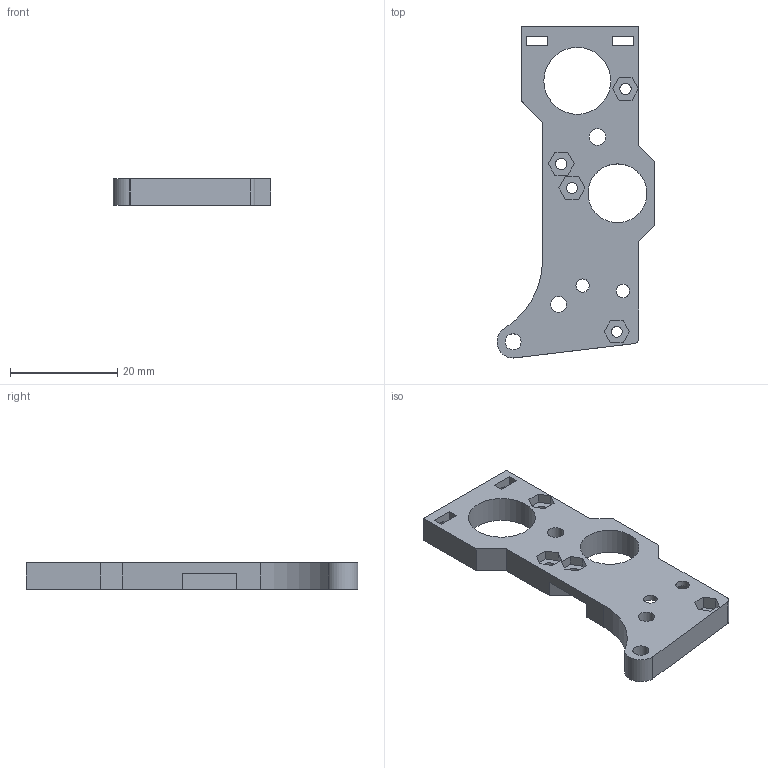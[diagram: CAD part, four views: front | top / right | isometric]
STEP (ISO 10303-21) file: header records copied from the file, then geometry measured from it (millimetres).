
FILE_DESCRIPTION(/* description */ (''),/* implementation_level */ '2;1');
FILE_NAME(/* name */ 'PartB_3gears_3D_ipt_e7ac7392.STEP',/* time_stamp */ '2021-11-25T10:12:16-03:00',/* author */ ('Acer'),/* organization */ (''),/* preprocessor_version */ 'ST-DEVELOPER v18.1',/* originating_system */ 'Autodesk Inventor 2020',/* authorisation */ '');
FILE_SCHEMA (('AUTOMOTIVE_DESIGN { 1 0 10303 214 3 1 1 }'));
Length unit declared in the file: millimetre
Products named in the file (1): PartB_3gears_3D
Bounding box: 29.5 x 62 x 5 mm (x, y, z)
Volume: 3939 mm3; surface area: 3924.4 mm2
Topology: 1 solids, 1 shells, 86 faces, 235 edges, 158 vertices
Faces by surface type: plane 64, cylinder 22
Full cylindrical faces by diameter (mm): 2 x5, 2.1 x3, 2.5 x2, 3 x2, 3.1 x1, 5.5 x1, 11 x1, 12.5 x1
Entity records: 2918 total; most frequent: CARTESIAN_POINT 480, ORIENTED_EDGE 470, DIRECTION 460, EDGE_CURVE 235, LINE 184, VECTOR 184, VERTEX_POINT 158, AXIS2_PLACEMENT_3D 138
